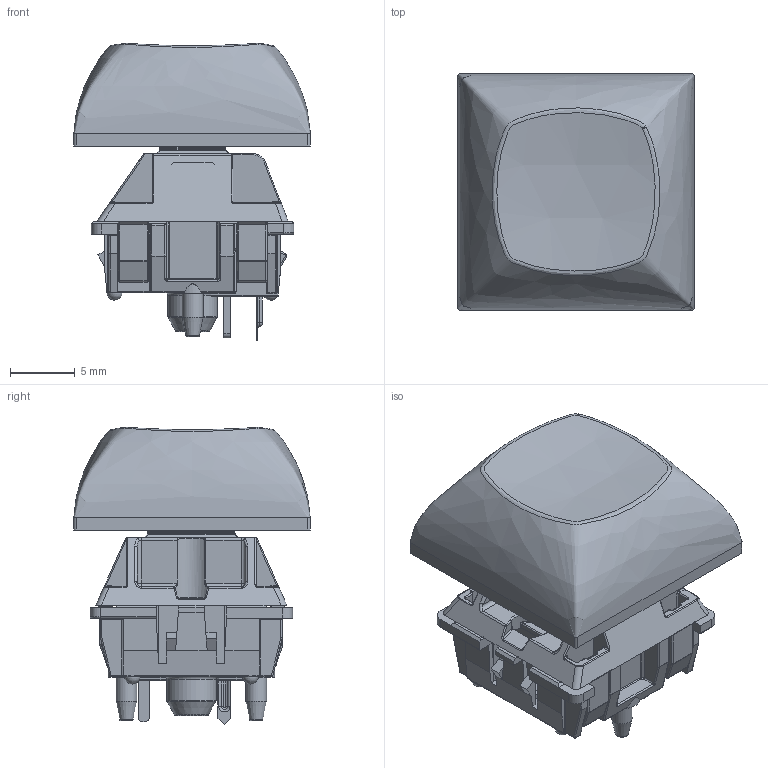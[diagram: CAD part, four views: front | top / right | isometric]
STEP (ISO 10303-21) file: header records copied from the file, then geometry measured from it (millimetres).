
FILE_DESCRIPTION(/* description */ (''),/* implementation_level */ '2;1');
FILE_NAME(/* name */ 'Button.step',/* time_stamp */ '2026-02-14T00:55:31+01:00',/* author */ (''),/* organization */ (''),/* preprocessor_version */ 'ST-DEVELOPER v20.1',/* originating_system */ 'Autodesk Translation Framework v14.24.0.0',/* authorisation */ '');
FILE_SCHEMA (('AUTOMOTIVE_DESIGN { 1 0 10303 214 3 1 1 }'));
Length unit declared in the file: millimetre
Products named in the file (1): Untitled
Bounding box: 18.2 x 18.2 x 22.89 mm (x, y, z)
Volume: 2358.2 mm3; surface area: 4011.3 mm2
Topology: 6 solids, 6 shells, 1539 faces, 3730 edges, 2103 vertices
Faces by surface type: cylinder 669, plane 460, torus 190, sphere 113, bspline 102, cone 5
Full cylindrical faces by diameter (mm): 0.8 x2, 1.6 x4, 2 x1, 2.6 x1, 3.8 x1, 4.8 x1, 5.6 x1
Entity records: 47234 total; most frequent: CARTESIAN_POINT 11675, DIRECTION 7876, ORIENTED_EDGE 7242, EDGE_CURVE 3621, AXIS2_PLACEMENT_3D 2981, VERTEX_POINT 2103, LINE 1914, VECTOR 1914
